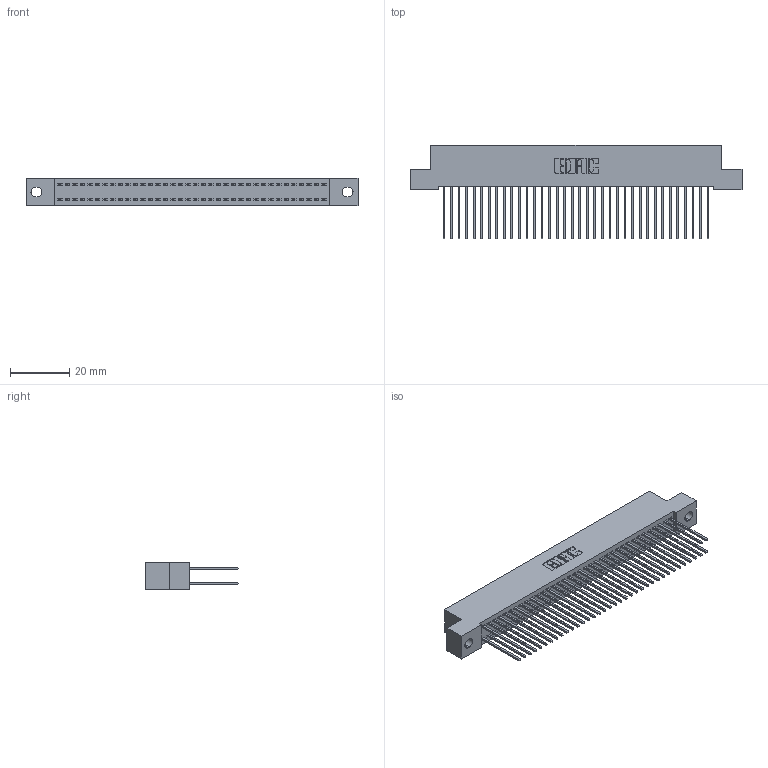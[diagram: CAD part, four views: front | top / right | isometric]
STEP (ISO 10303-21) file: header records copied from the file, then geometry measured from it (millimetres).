
FILE_DESCRIPTION (( 'STEP AP203' ), '1' );
FILE_NAME ('392-072-542-202.STEP', '2019-10-09T12:34:51', ( '' ), ( '' ), 'SwSTEP 2.0', 'SolidWorks 2016', '' );
FILE_SCHEMA (( 'CONFIG_CONTROL_DESIGN' ));
Length unit declared in the file: inch
Products named in the file (3): 392-072-542-202; 342 Part_.128 Slot; 345-292-001_345-293-142
Assembly tree (73 placements, depth 2):
  392-072-542-202
    342 Part_.128 Slot
    345-292-001_345-293-142  x72
Bounding box: 111.76 x 31.63 x 9.4 mm (x, y, z)
Volume: 10296.7 mm3; surface area: 17878.3 mm2
Topology: 73 solids, 73 shells, 3858 faces, 11471 edges, 7550 vertices
Faces by surface type: plane 2662, cylinder 1196
Entity records: 23957 total; most frequent: CARTESIAN_POINT 3978, ORIENTED_EDGE 3914, DIRECTION 3409, EDGE_CURVE 1957, LINE 1829, VECTOR 1829, VERTEX_POINT 1302, AXIS2_PLACEMENT_3D 790
